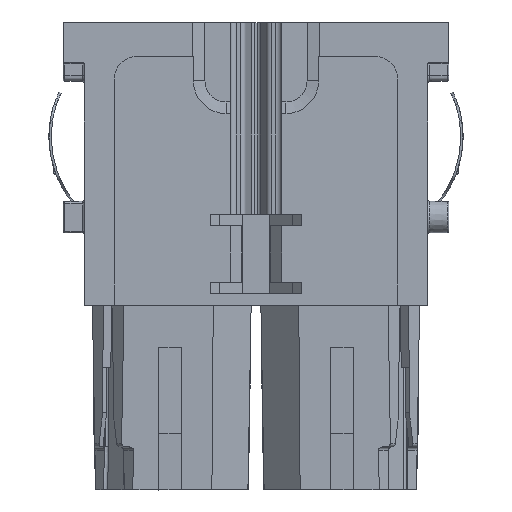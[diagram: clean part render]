
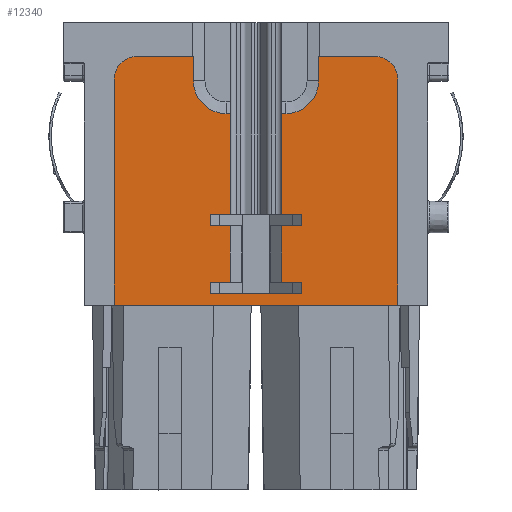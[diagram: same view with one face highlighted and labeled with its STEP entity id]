
A CAD part, left-side view. The second image highlights one B-rep face of the part: STEP entity #12340.
In plain terms, the highlighted planar face has unit normal (-1, 0, 0).
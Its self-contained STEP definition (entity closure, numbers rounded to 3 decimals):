
#12141=AXIS2_PLACEMENT_3D('Circle Axis2P3D',#12139,#12140,$) ;
#12168=AXIS2_PLACEMENT_3D('Plane Axis2P3D',#12165,#12166,#12167) ;
#12186=AXIS2_PLACEMENT_3D('Circle Axis2P3D',#12184,#12185,$) ;
#12198=AXIS2_PLACEMENT_3D('Circle Axis2P3D',#12196,#12197,$) ;
#12210=AXIS2_PLACEMENT_3D('Circle Axis2P3D',#12208,#12209,$) ;
#3389=CARTESIAN_POINT('Vertex',(0.02,12.731,36.066)) ;
#3392=CARTESIAN_POINT('Line Origine',(0.02,12.731,37.133)) ;
#3396=CARTESIAN_POINT('Vertex',(0.02,12.731,38.2)) ;
#3458=CARTESIAN_POINT('Vertex',(0.02,16.002,24.3)) ;
#3461=CARTESIAN_POINT('Line Origine',(0.02,16.002,28.74)) ;
#3465=CARTESIAN_POINT('Vertex',(0.02,16.002,33.179)) ;
#3769=CARTESIAN_POINT('Vertex',(0.02,20.502,33.179)) ;
#3772=CARTESIAN_POINT('Line Origine',(0.02,20.502,28.74)) ;
#3776=CARTESIAN_POINT('Vertex',(0.02,20.502,24.3)) ;
#3831=CARTESIAN_POINT('Vertex',(0.02,23.772,36.066)) ;
#3845=CARTESIAN_POINT('Vertex',(0.02,23.772,38.2)) ;
#3848=CARTESIAN_POINT('Line Origine',(0.02,23.772,39.446)) ;
#8828=CARTESIAN_POINT('Vertex',(0.02,5.752,16.3)) ;
#8831=CARTESIAN_POINT('Line Origine',(0.02,18.252,16.3)) ;
#8835=CARTESIAN_POINT('Vertex',(0.02,30.752,16.3)) ;
#12116=CARTESIAN_POINT('Vertex',(0.02,5.752,36.2)) ;
#12119=CARTESIAN_POINT('Line Origine',(0.02,5.752,26.25)) ;
#12136=CARTESIAN_POINT('Vertex',(0.02,7.752,38.2)) ;
#12139=CARTESIAN_POINT('Axis2P3D Location',(0.02,7.752,36.2)) ;
#12152=CARTESIAN_POINT('Line Origine',(0.02,10.241,38.2)) ;
#12165=CARTESIAN_POINT('Axis2P3D Location',(0.02,18.252,37.55)) ;
#12170=CARTESIAN_POINT('Line Origine',(0.02,21.377,24.3)) ;
#12174=CARTESIAN_POINT('Vertex',(0.02,22.252,24.3)) ;
#12177=CARTESIAN_POINT('Line Origine',(0.02,20.694,33.179)) ;
#12181=CARTESIAN_POINT('Vertex',(0.02,20.886,33.179)) ;
#12184=CARTESIAN_POINT('Axis2P3D Location',(0.02,20.886,36.066)) ;
#12189=CARTESIAN_POINT('Line Origine',(0.02,26.262,38.2)) ;
#12193=CARTESIAN_POINT('Vertex',(0.02,28.752,38.2)) ;
#12196=CARTESIAN_POINT('Axis2P3D Location',(0.02,28.752,36.2)) ;
#12200=CARTESIAN_POINT('Vertex',(0.02,30.752,36.2)) ;
#12203=CARTESIAN_POINT('Line Origine',(0.02,30.752,26.25)) ;
#12208=CARTESIAN_POINT('Axis2P3D Location',(0.02,15.617,36.066)) ;
#12212=CARTESIAN_POINT('Vertex',(0.02,15.617,33.179)) ;
#12215=CARTESIAN_POINT('Line Origine',(0.02,15.809,33.179)) ;
#12220=CARTESIAN_POINT('Line Origine',(0.02,15.127,24.3)) ;
#12224=CARTESIAN_POINT('Vertex',(0.02,14.252,24.3)) ;
#12227=CARTESIAN_POINT('Line Origine',(0.02,14.252,23.8)) ;
#12231=CARTESIAN_POINT('Vertex',(0.02,14.252,23.3)) ;
#12234=CARTESIAN_POINT('Line Origine',(0.02,15.127,23.3)) ;
#12238=CARTESIAN_POINT('Vertex',(0.02,16.002,23.3)) ;
#12241=CARTESIAN_POINT('Line Origine',(0.02,16.002,20.8)) ;
#12245=CARTESIAN_POINT('Vertex',(0.02,16.002,18.3)) ;
#12248=CARTESIAN_POINT('Line Origine',(0.02,15.127,18.3)) ;
#12252=CARTESIAN_POINT('Vertex',(0.02,14.252,18.3)) ;
#12255=CARTESIAN_POINT('Line Origine',(0.02,14.252,17.8)) ;
#12259=CARTESIAN_POINT('Vertex',(0.02,14.252,17.3)) ;
#12262=CARTESIAN_POINT('Line Origine',(0.02,16.252,17.3)) ;
#12266=CARTESIAN_POINT('Vertex',(0.02,18.252,17.3)) ;
#12269=CARTESIAN_POINT('Line Origine',(0.02,20.252,17.3)) ;
#12273=CARTESIAN_POINT('Vertex',(0.02,22.252,17.3)) ;
#12276=CARTESIAN_POINT('Line Origine',(0.02,22.252,17.8)) ;
#12280=CARTESIAN_POINT('Vertex',(0.02,22.252,18.3)) ;
#12283=CARTESIAN_POINT('Line Origine',(0.02,21.377,18.3)) ;
#12287=CARTESIAN_POINT('Vertex',(0.02,20.502,18.3)) ;
#12290=CARTESIAN_POINT('Line Origine',(0.02,20.502,20.8)) ;
#12294=CARTESIAN_POINT('Vertex',(0.02,20.502,23.3)) ;
#12297=CARTESIAN_POINT('Line Origine',(0.02,21.377,23.3)) ;
#12301=CARTESIAN_POINT('Vertex',(0.02,22.252,23.3)) ;
#12304=CARTESIAN_POINT('Line Origine',(0.02,22.252,23.8)) ;
#3393=DIRECTION('Vector Direction',(0.,0.,1.)) ;
#3462=DIRECTION('Vector Direction',(0.,0.,-1.)) ;
#3773=DIRECTION('Vector Direction',(0.,0.,-1.)) ;
#3849=DIRECTION('Vector Direction',(0.,0.,-1.)) ;
#8832=DIRECTION('Vector Direction',(0.,1.,0.)) ;
#12120=DIRECTION('Vector Direction',(0.,0.,1.)) ;
#12140=DIRECTION('Axis2P3D Direction',(1.,0.,0.)) ;
#12153=DIRECTION('Vector Direction',(0.,1.,0.)) ;
#12166=DIRECTION('Axis2P3D Direction',(1.,0.,0.)) ;
#12167=DIRECTION('Axis2P3D XDirection',(0.,1.,0.)) ;
#12171=DIRECTION('Vector Direction',(0.,1.,0.)) ;
#12178=DIRECTION('Vector Direction',(0.,-1.,0.)) ;
#12185=DIRECTION('Axis2P3D Direction',(1.,0.,0.)) ;
#12190=DIRECTION('Vector Direction',(0.,1.,0.)) ;
#12197=DIRECTION('Axis2P3D Direction',(1.,0.,0.)) ;
#12204=DIRECTION('Vector Direction',(0.,0.,-1.)) ;
#12209=DIRECTION('Axis2P3D Direction',(1.,0.,0.)) ;
#12216=DIRECTION('Vector Direction',(0.,-1.,0.)) ;
#12221=DIRECTION('Vector Direction',(0.,-1.,0.)) ;
#12228=DIRECTION('Vector Direction',(0.,0.,-1.)) ;
#12235=DIRECTION('Vector Direction',(0.,1.,0.)) ;
#12242=DIRECTION('Vector Direction',(0.,0.,-1.)) ;
#12249=DIRECTION('Vector Direction',(0.,-1.,0.)) ;
#12256=DIRECTION('Vector Direction',(0.,0.,-1.)) ;
#12263=DIRECTION('Vector Direction',(0.,1.,0.)) ;
#12270=DIRECTION('Vector Direction',(0.,-1.,0.)) ;
#12277=DIRECTION('Vector Direction',(0.,0.,-1.)) ;
#12284=DIRECTION('Vector Direction',(0.,1.,0.)) ;
#12291=DIRECTION('Vector Direction',(0.,0.,-1.)) ;
#12298=DIRECTION('Vector Direction',(0.,-1.,0.)) ;
#12305=DIRECTION('Vector Direction',(0.,0.,-1.)) ;
#3394=VECTOR('Line Direction',#3393,1.) ;
#3463=VECTOR('Line Direction',#3462,1.) ;
#3774=VECTOR('Line Direction',#3773,1.) ;
#3850=VECTOR('Line Direction',#3849,1.) ;
#8833=VECTOR('Line Direction',#8832,1.) ;
#12121=VECTOR('Line Direction',#12120,1.) ;
#12154=VECTOR('Line Direction',#12153,1.) ;
#12172=VECTOR('Line Direction',#12171,1.) ;
#12179=VECTOR('Line Direction',#12178,1.) ;
#12191=VECTOR('Line Direction',#12190,1.) ;
#12205=VECTOR('Line Direction',#12204,1.) ;
#12217=VECTOR('Line Direction',#12216,1.) ;
#12222=VECTOR('Line Direction',#12221,1.) ;
#12229=VECTOR('Line Direction',#12228,1.) ;
#12236=VECTOR('Line Direction',#12235,1.) ;
#12243=VECTOR('Line Direction',#12242,1.) ;
#12250=VECTOR('Line Direction',#12249,1.) ;
#12257=VECTOR('Line Direction',#12256,1.) ;
#12264=VECTOR('Line Direction',#12263,1.) ;
#12271=VECTOR('Line Direction',#12270,1.) ;
#12278=VECTOR('Line Direction',#12277,1.) ;
#12285=VECTOR('Line Direction',#12284,1.) ;
#12292=VECTOR('Line Direction',#12291,1.) ;
#12299=VECTOR('Line Direction',#12298,1.) ;
#12306=VECTOR('Line Direction',#12305,1.) ;
#12310=ORIENTED_EDGE('',*,*,#12176,.T.) ;
#12311=ORIENTED_EDGE('',*,*,#3778,.F.) ;
#12312=ORIENTED_EDGE('',*,*,#12183,.F.) ;
#12313=ORIENTED_EDGE('',*,*,#12188,.T.) ;
#12314=ORIENTED_EDGE('',*,*,#3852,.T.) ;
#12315=ORIENTED_EDGE('',*,*,#12195,.T.) ;
#12316=ORIENTED_EDGE('',*,*,#12202,.T.) ;
#12317=ORIENTED_EDGE('',*,*,#12207,.T.) ;
#12318=ORIENTED_EDGE('',*,*,#8837,.F.) ;
#12319=ORIENTED_EDGE('',*,*,#12123,.T.) ;
#12320=ORIENTED_EDGE('',*,*,#12143,.T.) ;
#12321=ORIENTED_EDGE('',*,*,#12156,.T.) ;
#12322=ORIENTED_EDGE('',*,*,#3398,.F.) ;
#12323=ORIENTED_EDGE('',*,*,#12214,.T.) ;
#12324=ORIENTED_EDGE('',*,*,#12219,.F.) ;
#12325=ORIENTED_EDGE('',*,*,#3467,.T.) ;
#12326=ORIENTED_EDGE('',*,*,#12226,.T.) ;
#12327=ORIENTED_EDGE('',*,*,#12233,.T.) ;
#12328=ORIENTED_EDGE('',*,*,#12240,.T.) ;
#12329=ORIENTED_EDGE('',*,*,#12247,.T.) ;
#12330=ORIENTED_EDGE('',*,*,#12254,.T.) ;
#12331=ORIENTED_EDGE('',*,*,#12261,.T.) ;
#12332=ORIENTED_EDGE('',*,*,#12268,.T.) ;
#12333=ORIENTED_EDGE('',*,*,#12275,.T.) ;
#12334=ORIENTED_EDGE('',*,*,#12282,.T.) ;
#12335=ORIENTED_EDGE('',*,*,#12289,.T.) ;
#12336=ORIENTED_EDGE('',*,*,#12296,.T.) ;
#12337=ORIENTED_EDGE('',*,*,#12303,.T.) ;
#12338=ORIENTED_EDGE('',*,*,#12308,.T.) ;
#12340=ADVANCED_FACE('Hauptk\X2\00F6\X0\rper',(#12339),#12169,.F.) ;
#12142=CIRCLE('generated circle',#12141,2.) ;
#12187=CIRCLE('generated circle',#12186,2.887) ;
#12199=CIRCLE('generated circle',#12198,2.) ;
#12211=CIRCLE('generated circle',#12210,2.887) ;
#3398=EDGE_CURVE('',#3390,#3397,#3395,.T.) ;
#3467=EDGE_CURVE('',#3466,#3459,#3464,.T.) ;
#3778=EDGE_CURVE('',#3770,#3777,#3775,.T.) ;
#3852=EDGE_CURVE('',#3832,#3846,#3851,.F.) ;
#8837=EDGE_CURVE('',#8829,#8836,#8834,.T.) ;
#12123=EDGE_CURVE('',#8829,#12117,#12122,.T.) ;
#12143=EDGE_CURVE('',#12117,#12137,#12142,.F.) ;
#12156=EDGE_CURVE('',#12137,#3397,#12155,.T.) ;
#12176=EDGE_CURVE('',#12175,#3777,#12173,.F.) ;
#12183=EDGE_CURVE('',#12182,#3770,#12180,.T.) ;
#12188=EDGE_CURVE('',#12182,#3832,#12187,.T.) ;
#12195=EDGE_CURVE('',#3846,#12194,#12192,.T.) ;
#12202=EDGE_CURVE('',#12194,#12201,#12199,.F.) ;
#12207=EDGE_CURVE('',#12201,#8836,#12206,.T.) ;
#12214=EDGE_CURVE('',#3390,#12213,#12211,.T.) ;
#12219=EDGE_CURVE('',#3466,#12213,#12218,.T.) ;
#12226=EDGE_CURVE('',#3459,#12225,#12223,.T.) ;
#12233=EDGE_CURVE('',#12225,#12232,#12230,.T.) ;
#12240=EDGE_CURVE('',#12232,#12239,#12237,.T.) ;
#12247=EDGE_CURVE('',#12239,#12246,#12244,.T.) ;
#12254=EDGE_CURVE('',#12246,#12253,#12251,.T.) ;
#12261=EDGE_CURVE('',#12253,#12260,#12258,.T.) ;
#12268=EDGE_CURVE('',#12260,#12267,#12265,.T.) ;
#12275=EDGE_CURVE('',#12267,#12274,#12272,.F.) ;
#12282=EDGE_CURVE('',#12274,#12281,#12279,.F.) ;
#12289=EDGE_CURVE('',#12281,#12288,#12286,.F.) ;
#12296=EDGE_CURVE('',#12288,#12295,#12293,.F.) ;
#12303=EDGE_CURVE('',#12295,#12302,#12300,.F.) ;
#12308=EDGE_CURVE('',#12302,#12175,#12307,.F.) ;
#12309=EDGE_LOOP('',(#12310,#12311,#12312,#12313,#12314,#12315,#12316,#12317,#12318,#12319,#12320,#12321,#12322,#12323,#12324,#12325,#12326,#12327,#12328,#12329,#12330,#12331,#12332,#12333,#12334,#12335,#12336,#12337,#12338)) ;
#12339=FACE_OUTER_BOUND('',#12309,.T.) ;
#3395=LINE('Line',#3392,#3394) ;
#3464=LINE('Line',#3461,#3463) ;
#3775=LINE('Line',#3772,#3774) ;
#3851=LINE('Line',#3848,#3850) ;
#8834=LINE('Line',#8831,#8833) ;
#12122=LINE('Line',#12119,#12121) ;
#12155=LINE('Line',#12152,#12154) ;
#12173=LINE('Line',#12170,#12172) ;
#12180=LINE('Line',#12177,#12179) ;
#12192=LINE('Line',#12189,#12191) ;
#12206=LINE('Line',#12203,#12205) ;
#12218=LINE('Line',#12215,#12217) ;
#12223=LINE('Line',#12220,#12222) ;
#12230=LINE('Line',#12227,#12229) ;
#12237=LINE('Line',#12234,#12236) ;
#12244=LINE('Line',#12241,#12243) ;
#12251=LINE('Line',#12248,#12250) ;
#12258=LINE('Line',#12255,#12257) ;
#12265=LINE('Line',#12262,#12264) ;
#12272=LINE('Line',#12269,#12271) ;
#12279=LINE('Line',#12276,#12278) ;
#12286=LINE('Line',#12283,#12285) ;
#12293=LINE('Line',#12290,#12292) ;
#12300=LINE('Line',#12297,#12299) ;
#12307=LINE('Line',#12304,#12306) ;
#12169=PLANE('',#12168) ;
#3390=VERTEX_POINT('',#3389) ;
#3397=VERTEX_POINT('',#3396) ;
#3459=VERTEX_POINT('',#3458) ;
#3466=VERTEX_POINT('',#3465) ;
#3770=VERTEX_POINT('',#3769) ;
#3777=VERTEX_POINT('',#3776) ;
#3832=VERTEX_POINT('',#3831) ;
#3846=VERTEX_POINT('',#3845) ;
#8829=VERTEX_POINT('',#8828) ;
#8836=VERTEX_POINT('',#8835) ;
#12117=VERTEX_POINT('',#12116) ;
#12137=VERTEX_POINT('',#12136) ;
#12175=VERTEX_POINT('',#12174) ;
#12182=VERTEX_POINT('',#12181) ;
#12194=VERTEX_POINT('',#12193) ;
#12201=VERTEX_POINT('',#12200) ;
#12213=VERTEX_POINT('',#12212) ;
#12225=VERTEX_POINT('',#12224) ;
#12232=VERTEX_POINT('',#12231) ;
#12239=VERTEX_POINT('',#12238) ;
#12246=VERTEX_POINT('',#12245) ;
#12253=VERTEX_POINT('',#12252) ;
#12260=VERTEX_POINT('',#12259) ;
#12267=VERTEX_POINT('',#12266) ;
#12274=VERTEX_POINT('',#12273) ;
#12281=VERTEX_POINT('',#12280) ;
#12288=VERTEX_POINT('',#12287) ;
#12295=VERTEX_POINT('',#12294) ;
#12302=VERTEX_POINT('',#12301) ;
